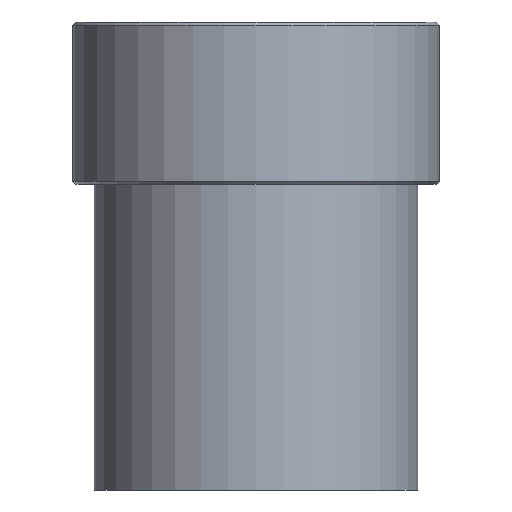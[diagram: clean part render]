
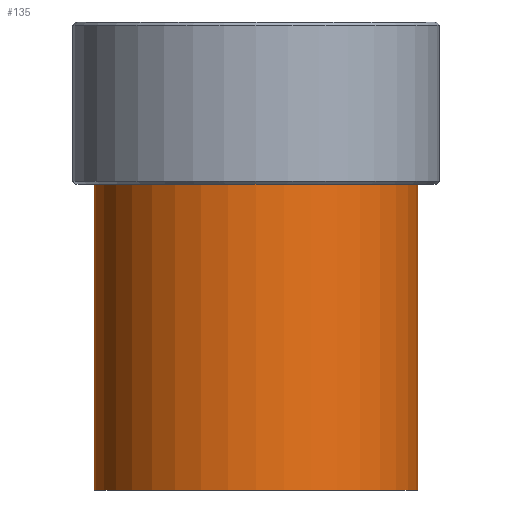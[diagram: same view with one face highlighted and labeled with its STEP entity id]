
A CAD part, front view. The second image highlights one B-rep face of the part: STEP entity #135.
In plain terms, the highlighted cylindrical face has radius 13.45 mm (diameter 26.9 mm), a partial arc.
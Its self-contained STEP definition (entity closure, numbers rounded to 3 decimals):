
#29 = AXIS2_PLACEMENT_3D ( 'NONE', #226, #53, #368 ) ;
#42 = VERTEX_POINT ( 'NONE', #446 ) ;
#53 = DIRECTION ( 'NONE',  ( 0., 0., -1. ) ) ;
#65 = EDGE_CURVE ( 'NONE', #355, #42, #448, .T. ) ;
#92 = FACE_OUTER_BOUND ( 'NONE', #261, .T. ) ;
#112 = ORIENTED_EDGE ( 'NONE', *, *, #279, .T. ) ;
#116 = AXIS2_PLACEMENT_3D ( 'NONE', #352, #343, #276 ) ;
#131 = CARTESIAN_POINT ( 'NONE',  ( 13.45, 0.397, -13.462 ) ) ;
#135 = ADVANCED_FACE ( 'NONE', ( #92 ), #453, .T. ) ;
#149 = ORIENTED_EDGE ( 'NONE', *, *, #202, .T. ) ;
#156 = VERTEX_POINT ( 'NONE', #413 ) ;
#161 = VECTOR ( 'NONE', #308, 1000. ) ;
#165 = CARTESIAN_POINT ( 'NONE',  ( -13.45, 0.397, 24.58 ) ) ;
#168 = CARTESIAN_POINT ( 'NONE',  ( 13.45, 0.397, 24.58 ) ) ;
#174 = CARTESIAN_POINT ( 'NONE',  ( 0., 0.397, -38.862 ) ) ;
#202 = EDGE_CURVE ( 'NONE', #355, #156, #305, .T. ) ;
#211 = VERTEX_POINT ( 'NONE', #334 ) ;
#215 = ORIENTED_EDGE ( 'NONE', *, *, #300, .F. ) ;
#220 = AXIS2_PLACEMENT_3D ( 'NONE', #174, #455, #241 ) ;
#226 = CARTESIAN_POINT ( 'NONE',  ( 0., 0.397, -13.462 ) ) ;
#241 = DIRECTION ( 'NONE',  ( -1., 0., 0. ) ) ;
#261 = EDGE_LOOP ( 'NONE', ( #409, #149, #112, #215 ) ) ;
#265 = CIRCLE ( 'NONE', #220, 13.45 ) ;
#276 = DIRECTION ( 'NONE',  ( -1., 0., 0. ) ) ;
#279 = EDGE_CURVE ( 'NONE', #156, #211, #336, .T. ) ;
#300 = EDGE_CURVE ( 'NONE', #42, #211, #265, .T. ) ;
#305 = CIRCLE ( 'NONE', #29, 13.45 ) ;
#308 = DIRECTION ( 'NONE',  ( 0., 0., -1. ) ) ;
#334 = CARTESIAN_POINT ( 'NONE',  ( -13.45, 0.397, -38.862 ) ) ;
#336 = LINE ( 'NONE', #165, #161 ) ;
#343 = DIRECTION ( 'NONE',  ( 0., 0., -1. ) ) ;
#352 = CARTESIAN_POINT ( 'NONE',  ( 0., 0.397, 24.58 ) ) ;
#355 = VERTEX_POINT ( 'NONE', #131 ) ;
#368 = DIRECTION ( 'NONE',  ( -1., 0., 0. ) ) ;
#409 = ORIENTED_EDGE ( 'NONE', *, *, #65, .F. ) ;
#413 = CARTESIAN_POINT ( 'NONE',  ( -13.45, 0.397, -13.462 ) ) ;
#419 = DIRECTION ( 'NONE',  ( 0., 0., -1. ) ) ;
#421 = VECTOR ( 'NONE', #419, 1000. ) ;
#446 = CARTESIAN_POINT ( 'NONE',  ( 13.45, 0.397, -38.862 ) ) ;
#448 = LINE ( 'NONE', #168, #421 ) ;
#453 = CYLINDRICAL_SURFACE ( 'NONE', #116, 13.45 ) ;
#455 = DIRECTION ( 'NONE',  ( 0., 0., -1. ) ) ;
